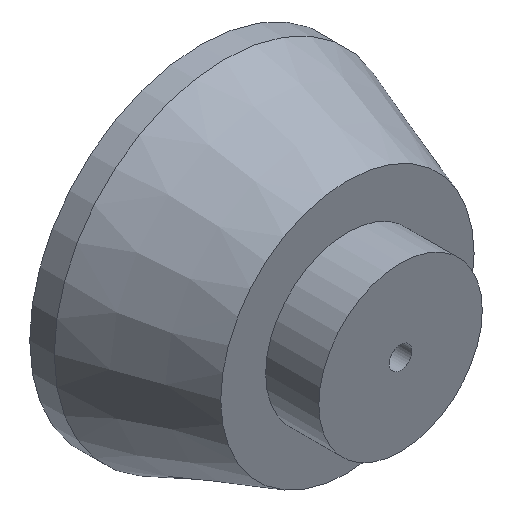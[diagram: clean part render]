
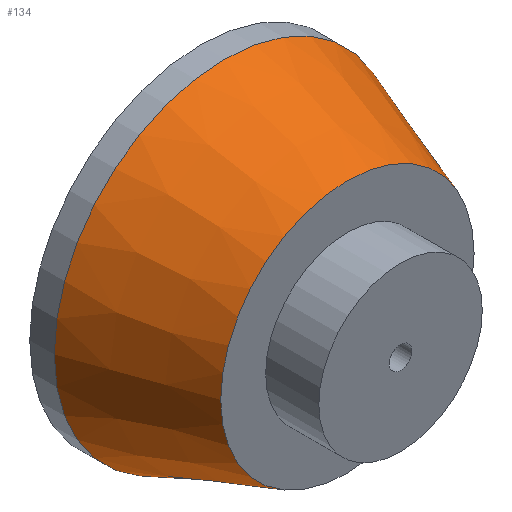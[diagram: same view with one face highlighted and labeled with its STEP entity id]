
A CAD part, isometric view. The second image highlights one B-rep face of the part: STEP entity #134.
In plain terms, the highlighted conical face has half-angle 19.714 degrees and reference radius 41.75 mm.
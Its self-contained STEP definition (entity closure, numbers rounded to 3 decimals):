
#31=FACE_OUTER_BOUND('',#42,.T.);
#42=EDGE_LOOP('',(#114,#115,#116,#117,#118));
#50=LINE('',#252,#56);
#56=VECTOR('',#213,41.75);
#64=CIRCLE('',#172,31.);
#65=CIRCLE('',#174,41.75);
#66=CIRCLE('',#175,41.75);
#74=VERTEX_POINT('',#248);
#75=VERTEX_POINT('',#251);
#76=VERTEX_POINT('',#253);
#88=EDGE_CURVE('',#74,#74,#64,.T.);
#89=EDGE_CURVE('',#74,#75,#50,.T.);
#90=EDGE_CURVE('',#76,#75,#65,.T.);
#91=EDGE_CURVE('',#75,#76,#66,.T.);
#114=ORIENTED_EDGE('',*,*,#88,.T.);
#115=ORIENTED_EDGE('',*,*,#89,.T.);
#116=ORIENTED_EDGE('',*,*,#90,.F.);
#117=ORIENTED_EDGE('',*,*,#91,.F.);
#118=ORIENTED_EDGE('',*,*,#89,.F.);
#127=CONICAL_SURFACE('',#173,41.75,0.344);
#134=ADVANCED_FACE('',(#31),#127,.T.);
#172=AXIS2_PLACEMENT_3D('',#249,#209,#210);
#173=AXIS2_PLACEMENT_3D('',#250,#211,#212);
#174=AXIS2_PLACEMENT_3D('',#254,#214,#215);
#175=AXIS2_PLACEMENT_3D('',#255,#216,#217);
#209=DIRECTION('center_axis',(0.,1.,0.));
#210=DIRECTION('ref_axis',(-1.,0.,0.));
#211=DIRECTION('center_axis',(0.,1.,0.));
#212=DIRECTION('ref_axis',(1.,0.,0.));
#213=DIRECTION('',(-0.337,0.941,0.));
#214=DIRECTION('center_axis',(0.,1.,0.));
#215=DIRECTION('ref_axis',(-1.,0.,0.));
#216=DIRECTION('center_axis',(0.,1.,0.));
#217=DIRECTION('ref_axis',(-1.,0.,0.));
#248=CARTESIAN_POINT('',(-31.,-30.,0.));
#249=CARTESIAN_POINT('Origin',(0.,-30.,0.));
#250=CARTESIAN_POINT('Origin',(0.,0.,0.));
#251=CARTESIAN_POINT('',(-41.75,0.,0.));
#252=CARTESIAN_POINT('',(-41.75,0.,0.));
#253=CARTESIAN_POINT('',(41.75,0.,0.));
#254=CARTESIAN_POINT('Origin',(0.,0.,0.));
#255=CARTESIAN_POINT('Origin',(0.,0.,0.));
